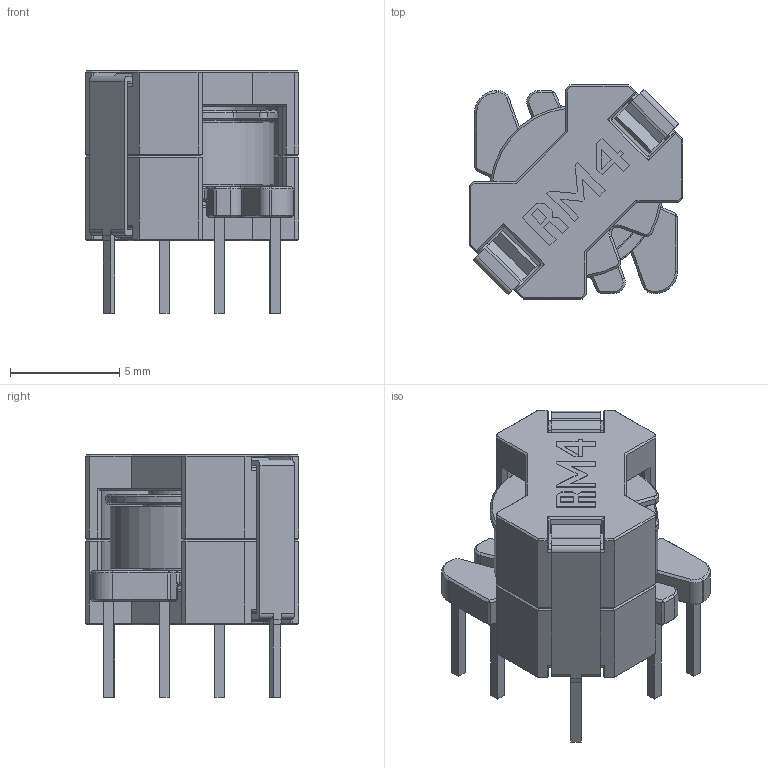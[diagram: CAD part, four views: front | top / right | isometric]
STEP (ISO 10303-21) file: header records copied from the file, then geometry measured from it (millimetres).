
FILE_DESCRIPTION(/* description */ ('model of RM-4-LP_6pin'),/* implementation_level */ '2;1');
FILE_NAME(/* name */ 'RM-4-LP_6pin.stp',/* time_stamp */ '2016-01-08T00:25:27',/* author */ ('Joan The Spark',''),/* organization */ (''),/* preprocessor_version */ '',/* originating_system */ '',/* authorisation */ '');
FILE_SCHEMA (('AUTOMOTIVE_DESIGN { 1 0 10303 214 3 1 1 }'));
Length unit declared in the file: millimetre
Products named in the file (1): RM-4_6pin
Bounding box: 9.8 x 9.8 x 11.12 mm (x, y, z)
Volume: 471.4 mm3; surface area: 960.8 mm2
Topology: 1 solids, 1 shells, 526 faces, 1281 edges, 767 vertices
Faces by surface type: plane 442, cylinder 32, cone 32, bspline 20
Full cylindrical faces by diameter (mm): 4 x2, 4.4 x2, 6.37 x1, 6.47 x1, 7.405 x1, 7.505 x1
Entity records: 16087 total; most frequent: CARTESIAN_POINT 3425, ORIENTED_EDGE 2540, DIRECTION 2346, EDGE_CURVE 1270, LINE 1136, VECTOR 1136, VERTEX_POINT 764, AXIS2_PLACEMENT_3D 605
